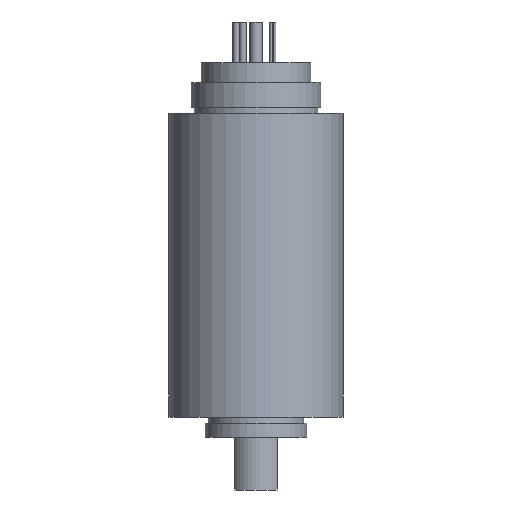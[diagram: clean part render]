
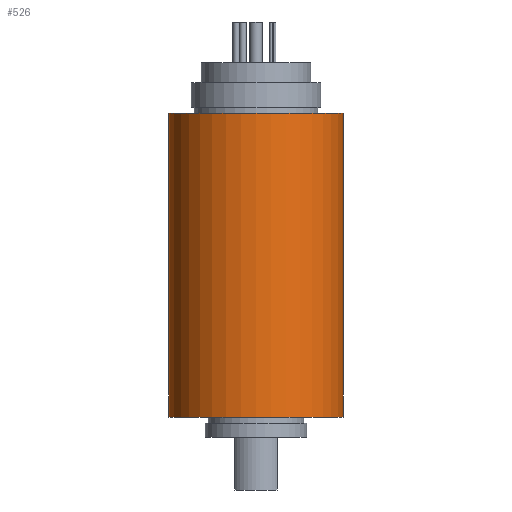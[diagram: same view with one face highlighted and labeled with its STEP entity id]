
A CAD part, front view. The second image highlights one B-rep face of the part: STEP entity #526.
In plain terms, the highlighted cylindrical face has radius 43 mm (diameter 86 mm), a partial arc.
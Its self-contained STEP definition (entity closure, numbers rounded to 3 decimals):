
#94 = DIRECTION ( 'NONE',  ( 1., 0., 0. ) ) ;
#255 = VERTEX_POINT ( 'NONE', #3441 ) ;
#408 = DIRECTION ( 'NONE',  ( 0., 0., -1. ) ) ;
#526 = ADVANCED_FACE ( 'NONE', ( #2794 ), #2681, .T. ) ;
#527 = DIRECTION ( 'NONE',  ( -1., 0., 0. ) ) ;
#655 = ORIENTED_EDGE ( 'NONE', *, *, #1981, .T. ) ;
#882 = ORIENTED_EDGE ( 'NONE', *, *, #3895, .T. ) ;
#928 = ORIENTED_EDGE ( 'NONE', *, *, #2440, .F. ) ;
#1045 = VERTEX_POINT ( 'NONE', #3348 ) ;
#1148 = VERTEX_POINT ( 'NONE', #3379 ) ;
#1291 = VECTOR ( 'NONE', #408, 1000. ) ;
#1403 = CARTESIAN_POINT ( 'NONE',  ( 43., 0., 186. ) ) ;
#1418 = CARTESIAN_POINT ( 'NONE',  ( -43., 0., 186. ) ) ;
#1424 = AXIS2_PLACEMENT_3D ( 'NONE', #1985, #4308, #2307 ) ;
#1540 = EDGE_LOOP ( 'NONE', ( #928, #3866, #655, #882 ) ) ;
#1806 = EDGE_CURVE ( 'NONE', #1045, #1148, #2570, .T. ) ;
#1927 = AXIS2_PLACEMENT_3D ( 'NONE', #3186, #4174, #527 ) ;
#1981 = EDGE_CURVE ( 'NONE', #1045, #255, #4081, .T. ) ;
#1985 = CARTESIAN_POINT ( 'NONE',  ( 0., 0., 186. ) ) ;
#2096 = DIRECTION ( 'NONE',  ( 0., 0., 1. ) ) ;
#2307 = DIRECTION ( 'NONE',  ( 1., 0., 0. ) ) ;
#2405 = CARTESIAN_POINT ( 'NONE',  ( 43., 0., 36. ) ) ;
#2440 = EDGE_CURVE ( 'NONE', #1148, #2476, #3926, .T. ) ;
#2476 = VERTEX_POINT ( 'NONE', #2405 ) ;
#2570 = CIRCLE ( 'NONE', #1424, 43. ) ;
#2681 = CYLINDRICAL_SURFACE ( 'NONE', #1927, 43. ) ;
#2794 = FACE_OUTER_BOUND ( 'NONE', #1540, .T. ) ;
#2878 = CIRCLE ( 'NONE', #3694, 43. ) ;
#3186 = CARTESIAN_POINT ( 'NONE',  ( 0., 0., 186. ) ) ;
#3201 = VECTOR ( 'NONE', #3385, 1000. ) ;
#3348 = CARTESIAN_POINT ( 'NONE',  ( -43., 0., 186. ) ) ;
#3379 = CARTESIAN_POINT ( 'NONE',  ( 43., 0., 186. ) ) ;
#3385 = DIRECTION ( 'NONE',  ( 0., 0., -1. ) ) ;
#3441 = CARTESIAN_POINT ( 'NONE',  ( -43., 0., 36. ) ) ;
#3694 = AXIS2_PLACEMENT_3D ( 'NONE', #4080, #2096, #94 ) ;
#3866 = ORIENTED_EDGE ( 'NONE', *, *, #1806, .F. ) ;
#3895 = EDGE_CURVE ( 'NONE', #255, #2476, #2878, .T. ) ;
#3926 = LINE ( 'NONE', #1403, #1291 ) ;
#4080 = CARTESIAN_POINT ( 'NONE',  ( 0., 0., 36. ) ) ;
#4081 = LINE ( 'NONE', #1418, #3201 ) ;
#4174 = DIRECTION ( 'NONE',  ( 0., 0., -1. ) ) ;
#4308 = DIRECTION ( 'NONE',  ( 0., 0., 1. ) ) ;
